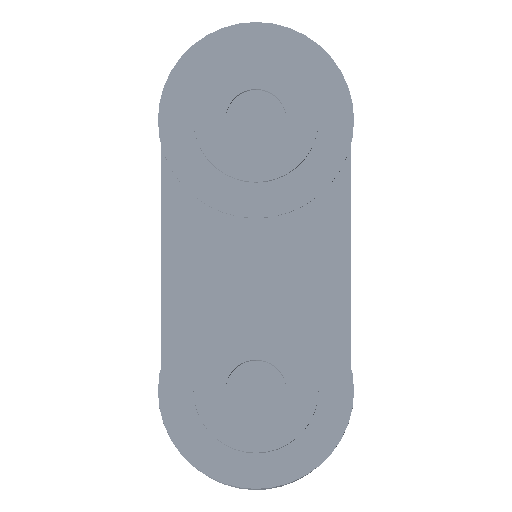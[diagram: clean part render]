
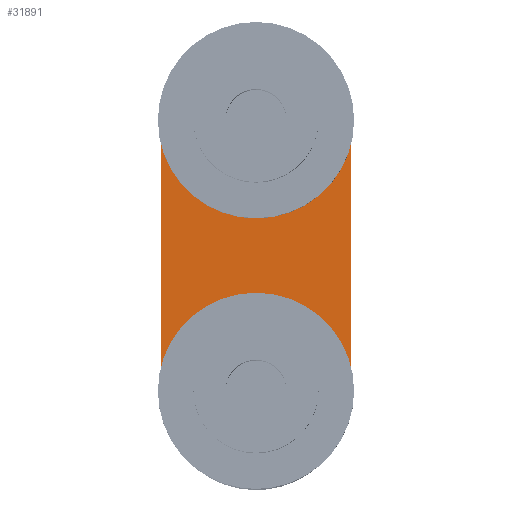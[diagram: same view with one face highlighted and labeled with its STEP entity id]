
A CAD part, top view. The second image highlights one B-rep face of the part: STEP entity #31891.
In plain terms, the highlighted planar face has unit normal (0, 0, 1).
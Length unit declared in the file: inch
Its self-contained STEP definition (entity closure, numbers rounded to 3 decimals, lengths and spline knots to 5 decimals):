
#30426=DIRECTION('',(0.,-1.,0.));
#30427=VECTOR('',#30426,0.4);
#30428=CARTESIAN_POINT('',(0.14001,0.20001,
0.8834));
#30429=LINE('',#30428,#30427);
#30438=CARTESIAN_POINT('',(0.00001,-0.19999,
0.8834));
#30439=DIRECTION('',(0.,0.,1.));
#30440=DIRECTION('',(-1.,0.,0.));
#30441=AXIS2_PLACEMENT_3D('',#30438,#30439,#30440);
#30443=DIRECTION('',(0.,-1.,0.));
#30444=VECTOR('',#30443,0.4);
#30445=CARTESIAN_POINT('',(-0.13999,0.20001,
0.8834));
#30446=LINE('',#30445,#30444);
#30447=CARTESIAN_POINT('',(0.00001,0.20001,
0.8834));
#30448=DIRECTION('',(0.,0.,1.));
#30449=DIRECTION('',(1.,0.,0.));
#30450=AXIS2_PLACEMENT_3D('',#30447,#30448,#30449);
#30452=CARTESIAN_POINT('',(0.,-0.2,0.8834));
#30453=DIRECTION('',(0.,0.,-1.));
#30454=DIRECTION('',(-1.,0.,0.));
#30455=AXIS2_PLACEMENT_3D('',#30452,#30453,#30454);
#30457=CARTESIAN_POINT('',(0.,-0.2,0.8834));
#30458=DIRECTION('',(0.,0.,-1.));
#30459=DIRECTION('',(1.,0.,0.));
#30460=AXIS2_PLACEMENT_3D('',#30457,#30458,#30459);
#30462=CARTESIAN_POINT('',(0.,0.2,0.8834));
#30463=DIRECTION('',(0.,0.,-1.));
#30464=DIRECTION('',(-1.,0.,0.));
#30465=AXIS2_PLACEMENT_3D('',#30462,#30463,#30464);
#30467=CARTESIAN_POINT('',(0.,0.2,0.8834));
#30468=DIRECTION('',(0.,0.,-1.));
#30469=DIRECTION('',(1.,0.,0.));
#30470=AXIS2_PLACEMENT_3D('',#30467,#30468,#30469);
#30532=CARTESIAN_POINT('',(-0.13999,0.20001,
0.8834));
#30533=VERTEX_POINT('',#30532);
#30534=CARTESIAN_POINT('',(0.14001,0.20001,
0.8834));
#30535=VERTEX_POINT('',#30534);
#30536=CARTESIAN_POINT('',(-0.125,0.2,0.8834));
#30538=VERTEX_POINT('',#30536);
#30540=CARTESIAN_POINT('',(0.125,0.2,0.8834));
#30541=VERTEX_POINT('',#30540);
#30543=CARTESIAN_POINT('',(0.14001,-0.19999,
0.8834));
#30544=VERTEX_POINT('',#30543);
#30547=CARTESIAN_POINT('',(-0.13999,-0.19999,
0.8834));
#30548=VERTEX_POINT('',#30547);
#30551=CARTESIAN_POINT('',(0.125,-0.2,0.8834));
#30553=VERTEX_POINT('',#30551);
#30561=CARTESIAN_POINT('',(-0.125,-0.2,0.8834));
#30562=VERTEX_POINT('',#30561);
#31867=CARTESIAN_POINT('',(0.00001,-0.19999,
0.8834));
#31868=DIRECTION('',(0.,0.,1.));
#31869=DIRECTION('',(1.,0.,0.));
#31870=AXIS2_PLACEMENT_3D('',#31867,#31868,#31869);
#31871=PLANE('',#31870);
#31872=ORIENTED_EDGE('',*,*,#31858,.F.);
#31873=ORIENTED_EDGE('',*,*,#31172,.F.);
#31875=ORIENTED_EDGE('',*,*,#31874,.F.);
#31876=ORIENTED_EDGE('',*,*,#31843,.T.);
#31877=EDGE_LOOP('',(#31872,#31873,#31875,#31876));
#31878=FACE_OUTER_BOUND('',#31877,.F.);
#31880=ORIENTED_EDGE('',*,*,#31879,.F.);
#31882=ORIENTED_EDGE('',*,*,#31881,.F.);
#31883=EDGE_LOOP('',(#31880,#31882));
#31884=FACE_BOUND('',#31883,.F.);
#31886=ORIENTED_EDGE('',*,*,#31885,.F.);
#31888=ORIENTED_EDGE('',*,*,#31887,.F.);
#31889=EDGE_LOOP('',(#31886,#31888));
#31890=FACE_BOUND('',#31889,.F.);
#31891=ADVANCED_FACE('',(#31878,#31884,#31890),#31871,.T.);
#30442=CIRCLE('',#30441,0.14);
#30451=CIRCLE('',#30450,0.14);
#30456=CIRCLE('',#30455,0.125);
#30461=CIRCLE('',#30460,0.125);
#30466=CIRCLE('',#30465,0.125);
#30471=CIRCLE('',#30470,0.125);
#31172=EDGE_CURVE('',#30533,#30548,#30446,.T.);
#31843=EDGE_CURVE('',#30535,#30544,#30429,.T.);
#31858=EDGE_CURVE('',#30548,#30544,#30442,.T.);
#31874=EDGE_CURVE('',#30535,#30533,#30451,.T.);
#31879=EDGE_CURVE('',#30562,#30553,#30456,.T.);
#31881=EDGE_CURVE('',#30553,#30562,#30461,.T.);
#31885=EDGE_CURVE('',#30538,#30541,#30466,.T.);
#31887=EDGE_CURVE('',#30541,#30538,#30471,.T.);
